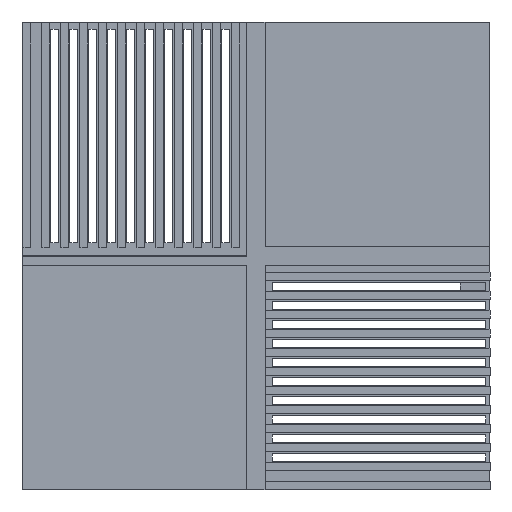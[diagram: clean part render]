
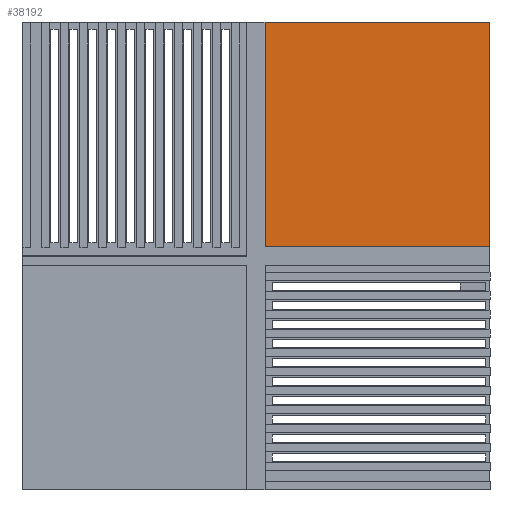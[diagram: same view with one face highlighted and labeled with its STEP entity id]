
A CAD part, top view. The second image highlights one B-rep face of the part: STEP entity #38192.
In plain terms, the highlighted planar face has unit normal (0, 0, 1).
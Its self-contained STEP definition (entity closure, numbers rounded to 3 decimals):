
#1354 = PLANE('',#1355);
#1355 = AXIS2_PLACEMENT_3D('',#1356,#1357,#1358);
#1356 = CARTESIAN_POINT('',(149.8,-17.553,
    26.608));
#1357 = DIRECTION('',(1.,0.,0.));
#1358 = DIRECTION('',(0.,0.,1.));
#2259 = PLANE('',#2260);
#2260 = AXIS2_PLACEMENT_3D('',#2261,#2262,#2263);
#2261 = CARTESIAN_POINT('',(3.927,150.,25.071));
#2262 = DIRECTION('',(0.,1.,0.));
#2263 = DIRECTION('',(0.,0.,1.));
#30901 = VERTEX_POINT('',#30902);
#30902 = CARTESIAN_POINT('',(149.8,150.,59.));
#30923 = EDGE_CURVE('',#30924,#30901,#30926,.T.);
#30924 = VERTEX_POINT('',#30925);
#30925 = CARTESIAN_POINT('',(149.8,6.,59.));
#30926 = SURFACE_CURVE('',#30927,(#30931,#30938),.PCURVE_S1.);
#30927 = LINE('',#30928,#30929);
#30928 = CARTESIAN_POINT('',(149.8,6.,59.));
#30929 = VECTOR('',#30930,1.);
#30930 = DIRECTION('',(0.,1.,0.));
#30931 = PCURVE('',#1354,#30932);
#30932 = DEFINITIONAL_REPRESENTATION('',(#30933),#30937);
#30933 = LINE('',#30934,#30935);
#30934 = CARTESIAN_POINT('',(32.392,-23.553));
#30935 = VECTOR('',#30936,1.);
#30936 = DIRECTION('',(0.,-1.));
#30937 = ( GEOMETRIC_REPRESENTATION_CONTEXT(2) 
PARAMETRIC_REPRESENTATION_CONTEXT() REPRESENTATION_CONTEXT('2D SPACE',''
  ) );
#30938 = PCURVE('',#30939,#30944);
#30939 = PLANE('',#30940);
#30940 = AXIS2_PLACEMENT_3D('',#30941,#30942,#30943);
#30941 = CARTESIAN_POINT('',(77.8,78.,59.));
#30942 = DIRECTION('',(0.,0.,1.));
#30943 = DIRECTION('',(1.,0.,0.));
#30944 = DEFINITIONAL_REPRESENTATION('',(#30945),#30949);
#30945 = LINE('',#30946,#30947);
#30946 = CARTESIAN_POINT('',(72.,-72.));
#30947 = VECTOR('',#30948,1.);
#30948 = DIRECTION('',(0.,1.));
#30949 = ( GEOMETRIC_REPRESENTATION_CONTEXT(2) 
PARAMETRIC_REPRESENTATION_CONTEXT() REPRESENTATION_CONTEXT('2D SPACE',''
  ) );
#30967 = PLANE('',#30968);
#30968 = AXIS2_PLACEMENT_3D('',#30969,#30970,#30971);
#30969 = CARTESIAN_POINT('',(77.8,6.,39.5));
#30970 = DIRECTION('',(-0.,-1.,-0.));
#30971 = DIRECTION('',(0.,0.,-1.));
#37435 = PLANE('',#37436);
#37436 = AXIS2_PLACEMENT_3D('',#37437,#37438,#37439);
#37437 = CARTESIAN_POINT('',(5.8,78.,39.5));
#37438 = DIRECTION('',(-1.,-0.,-0.));
#37439 = DIRECTION('',(0.,0.,-1.));
#37621 = EDGE_CURVE('',#37622,#37624,#37626,.T.);
#37622 = VERTEX_POINT('',#37623);
#37623 = CARTESIAN_POINT('',(5.8,150.,59.));
#37624 = VERTEX_POINT('',#37625);
#37625 = CARTESIAN_POINT('',(5.8,6.,59.));
#37626 = SURFACE_CURVE('',#37627,(#37631,#37638),.PCURVE_S1.);
#37627 = LINE('',#37628,#37629);
#37628 = CARTESIAN_POINT('',(5.8,150.,59.));
#37629 = VECTOR('',#37630,1.);
#37630 = DIRECTION('',(0.,-1.,0.));
#37631 = PCURVE('',#37435,#37632);
#37632 = DEFINITIONAL_REPRESENTATION('',(#37633),#37637);
#37633 = LINE('',#37634,#37635);
#37634 = CARTESIAN_POINT('',(-19.5,-72.));
#37635 = VECTOR('',#37636,1.);
#37636 = DIRECTION('',(0.,1.));
#37637 = ( GEOMETRIC_REPRESENTATION_CONTEXT(2) 
PARAMETRIC_REPRESENTATION_CONTEXT() REPRESENTATION_CONTEXT('2D SPACE',''
  ) );
#37638 = PCURVE('',#30939,#37639);
#37639 = DEFINITIONAL_REPRESENTATION('',(#37640),#37644);
#37640 = LINE('',#37641,#37642);
#37641 = CARTESIAN_POINT('',(-72.,72.));
#37642 = VECTOR('',#37643,1.);
#37643 = DIRECTION('',(0.,-1.));
#37644 = ( GEOMETRIC_REPRESENTATION_CONTEXT(2) 
PARAMETRIC_REPRESENTATION_CONTEXT() REPRESENTATION_CONTEXT('2D SPACE',''
  ) );
#37792 = EDGE_CURVE('',#37622,#30901,#37793,.T.);
#37793 = SURFACE_CURVE('',#37794,(#37798,#37805),.PCURVE_S1.);
#37794 = LINE('',#37795,#37796);
#37795 = CARTESIAN_POINT('',(5.8,150.,59.));
#37796 = VECTOR('',#37797,1.);
#37797 = DIRECTION('',(1.,0.,0.));
#37798 = PCURVE('',#2259,#37799);
#37799 = DEFINITIONAL_REPRESENTATION('',(#37800),#37804);
#37800 = LINE('',#37801,#37802);
#37801 = CARTESIAN_POINT('',(33.929,1.873));
#37802 = VECTOR('',#37803,1.);
#37803 = DIRECTION('',(0.,1.));
#37804 = ( GEOMETRIC_REPRESENTATION_CONTEXT(2) 
PARAMETRIC_REPRESENTATION_CONTEXT() REPRESENTATION_CONTEXT('2D SPACE',''
  ) );
#37805 = PCURVE('',#30939,#37806);
#37806 = DEFINITIONAL_REPRESENTATION('',(#37807),#37811);
#37807 = LINE('',#37808,#37809);
#37808 = CARTESIAN_POINT('',(-72.,72.));
#37809 = VECTOR('',#37810,1.);
#37810 = DIRECTION('',(1.,0.));
#37811 = ( GEOMETRIC_REPRESENTATION_CONTEXT(2) 
PARAMETRIC_REPRESENTATION_CONTEXT() REPRESENTATION_CONTEXT('2D SPACE',''
  ) );
#38192 = ADVANCED_FACE('',(#38193),#30939,.T.);
#38193 = FACE_BOUND('',#38194,.T.);
#38194 = EDGE_LOOP('',(#38195,#38196,#38197,#38218));
#38195 = ORIENTED_EDGE('',*,*,#37792,.F.);
#38196 = ORIENTED_EDGE('',*,*,#37621,.T.);
#38197 = ORIENTED_EDGE('',*,*,#38198,.T.);
#38198 = EDGE_CURVE('',#37624,#30924,#38199,.T.);
#38199 = SURFACE_CURVE('',#38200,(#38204,#38211),.PCURVE_S1.);
#38200 = LINE('',#38201,#38202);
#38201 = CARTESIAN_POINT('',(5.8,6.,59.));
#38202 = VECTOR('',#38203,1.);
#38203 = DIRECTION('',(1.,0.,0.));
#38204 = PCURVE('',#30939,#38205);
#38205 = DEFINITIONAL_REPRESENTATION('',(#38206),#38210);
#38206 = LINE('',#38207,#38208);
#38207 = CARTESIAN_POINT('',(-72.,-72.));
#38208 = VECTOR('',#38209,1.);
#38209 = DIRECTION('',(1.,0.));
#38210 = ( GEOMETRIC_REPRESENTATION_CONTEXT(2) 
PARAMETRIC_REPRESENTATION_CONTEXT() REPRESENTATION_CONTEXT('2D SPACE',''
  ) );
#38211 = PCURVE('',#30967,#38212);
#38212 = DEFINITIONAL_REPRESENTATION('',(#38213),#38217);
#38213 = LINE('',#38214,#38215);
#38214 = CARTESIAN_POINT('',(-19.5,-72.));
#38215 = VECTOR('',#38216,1.);
#38216 = DIRECTION('',(0.,1.));
#38217 = ( GEOMETRIC_REPRESENTATION_CONTEXT(2) 
PARAMETRIC_REPRESENTATION_CONTEXT() REPRESENTATION_CONTEXT('2D SPACE',''
  ) );
#38218 = ORIENTED_EDGE('',*,*,#30923,.T.);
